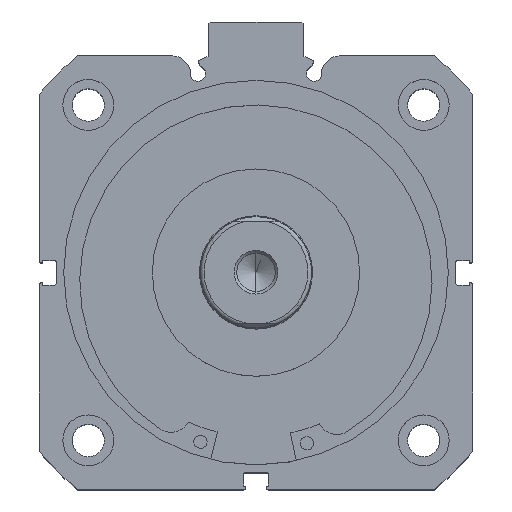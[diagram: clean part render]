
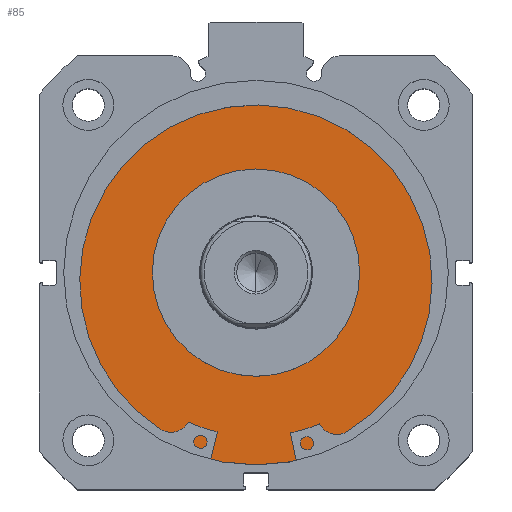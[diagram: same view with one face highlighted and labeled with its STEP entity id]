
A CAD part, top view. The second image highlights one B-rep face of the part: STEP entity #85.
In plain terms, the highlighted face is planar.
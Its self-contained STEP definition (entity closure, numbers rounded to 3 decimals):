
#85 = ADVANCED_FACE ( 'NONE', ( #3642, #3641 ), #5896, .F. ) ;
#400 = AXIS2_PLACEMENT_3D ( 'NONE', #1018, #1019, #1020 ) ;
#421 = AXIS2_PLACEMENT_3D ( 'NONE', #1083, #1084, #1085 ) ;
#435 = AXIS2_PLACEMENT_3D ( 'NONE', #1123, #1125, #1126 ) ;
#436 = AXIS2_PLACEMENT_3D ( 'NONE', #1114, #1121, #1122 ) ;
#1018 = CARTESIAN_POINT ( 'NONE',  ( 5.5, 0., 0. ) ) ;
#1019 = DIRECTION ( 'NONE',  ( -1., 0., 0. ) ) ;
#1020 = DIRECTION ( 'NONE',  ( 0., 0., 1. ) ) ;
#1083 = CARTESIAN_POINT ( 'NONE',  ( 5.5, 0., 0. ) ) ;
#1084 = DIRECTION ( 'NONE',  ( -1., 0., 0. ) ) ;
#1085 = DIRECTION ( 'NONE',  ( 0., 0., 1. ) ) ;
#1114 = CARTESIAN_POINT ( 'NONE',  ( 5.5, 0., 0. ) ) ;
#1121 = DIRECTION ( 'NONE',  ( -1., 0., 0. ) ) ;
#1122 = DIRECTION ( 'NONE',  ( 0., 0., 1. ) ) ;
#1123 = CARTESIAN_POINT ( 'NONE',  ( 5.5, 0., 0. ) ) ;
#1125 = DIRECTION ( 'NONE',  ( -1., 0., 0. ) ) ;
#1126 = DIRECTION ( 'NONE',  ( 0., 0., 1. ) ) ;
#1761 = CARTESIAN_POINT ( 'NONE',  ( 5.5, 0., 51. ) ) ;
#1772 = CARTESIAN_POINT ( 'NONE',  ( 5.5, 0., -51. ) ) ;
#1775 = CARTESIAN_POINT ( 'NONE',  ( 5.5, 0., -27.5 ) ) ;
#1783 = CARTESIAN_POINT ( 'NONE',  ( 5.5, 0., 27.5 ) ) ;
#1862 = CIRCLE ( 'NONE', #421, 27.5 ) ;
#1880 = CIRCLE ( 'NONE', #436, 51. ) ;
#1881 = CIRCLE ( 'NONE', #435, 51. ) ;
#2297 = ORIENTED_EDGE ( 'NONE', *, *, #6316, .F. ) ;
#2375 = ORIENTED_EDGE ( 'NONE', *, *, #6290, .F. ) ;
#2383 = ORIENTED_EDGE ( 'NONE', *, *, #6331, .T. ) ;
#2393 = ORIENTED_EDGE ( 'NONE', *, *, #6330, .T. ) ;
#2985 = EDGE_LOOP ( 'NONE', ( #2375, #2297 ) ) ;
#3011 = EDGE_LOOP ( 'NONE', ( #2393, #2383 ) ) ;
#3641 = FACE_OUTER_BOUND ( 'NONE', #3011, .T. ) ;
#3642 = FACE_BOUND ( 'NONE', #2985, .T. ) ;
#4581 = CIRCLE ( 'NONE', #400, 27.5 ) ;
#5195 = CARTESIAN_POINT ( 'NONE',  ( 5.5, 51., 0. ) ) ;
#5534 = DIRECTION ( 'NONE',  ( 1., 0., 0. ) ) ;
#5664 = DIRECTION ( 'NONE',  ( 0., 0., -1. ) ) ;
#5896 = PLANE ( 'NONE',  #6516 ) ;
#6290 = EDGE_CURVE ( 'NONE', #7239, #7231, #4581, .T. ) ;
#6316 = EDGE_CURVE ( 'NONE', #7231, #7239, #1862, .T. ) ;
#6330 = EDGE_CURVE ( 'NONE', #7217, #7228, #1880, .T. ) ;
#6331 = EDGE_CURVE ( 'NONE', #7228, #7217, #1881, .T. ) ;
#6516 = AXIS2_PLACEMENT_3D ( 'NONE', #5195, #5534, #5664 ) ;
#7217 = VERTEX_POINT ( 'NONE', #1761 ) ;
#7228 = VERTEX_POINT ( 'NONE', #1772 ) ;
#7231 = VERTEX_POINT ( 'NONE', #1775 ) ;
#7239 = VERTEX_POINT ( 'NONE', #1783 ) ;
